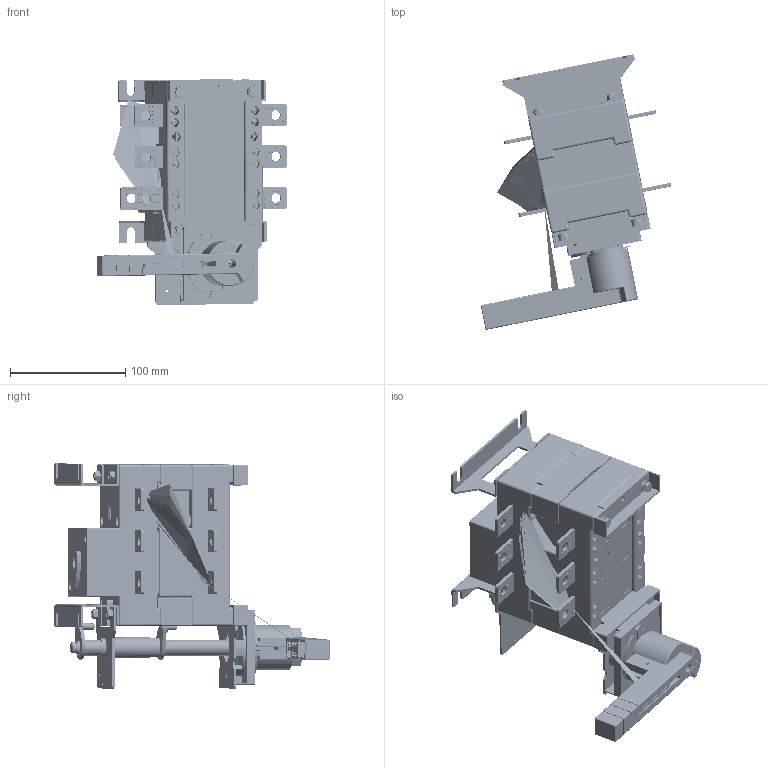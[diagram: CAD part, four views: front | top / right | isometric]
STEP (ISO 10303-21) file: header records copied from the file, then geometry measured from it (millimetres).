
FILE_DESCRIPTION (( 'STEP AP203' ), '1' );
FILE_NAME ('pscs-160-3 Ðóáèëüíèê-ïåðåêëþ÷àòåëü 160A 3P c ðóêîÿòêîé óïðàâëåíèÿ äëÿ ïðÿìîé óñòàíîâêè PowerSwitch EKF.STEP', '2026-03-26T05:47:55', ( '' ), ( '' ), 'SwSTEP 2.0', 'SolidWorks 2021', '' );
FILE_SCHEMA (( 'CONFIG_CONTROL_DESIGN' ));
Products named in the file (1): pscs-160-3 Ðóáèëüíèê-ïåðåêëþ÷àòåëü 160A 3P c ðóêîÿòêîé óïðàâëåíèÿ äëÿ ïðÿìîé óñòàíîâêè PowerSwitch EKF
Bounding box: 165.29 x 239.11 x 195.84 mm (x, y, z)
Surface area: 411092.9 mm2 (no closed solid volume)
Topology: 0 solids, 73 shells, 13141 faces, 31741 edges, 20393 vertices
Faces by surface type: plane 9544, cylinder 1837, cone 1586, bspline 93, sphere 44, torus 37
Entity records: 412970 total; most frequent: CARTESIAN_POINT 104890, ORIENTED_EDGE 63374, DIRECTION 61018, EDGE_CURVE 31731, LINE 25816, VECTOR 25816, VERTEX_POINT 20401, AXIS2_PLACEMENT_3D 17601
